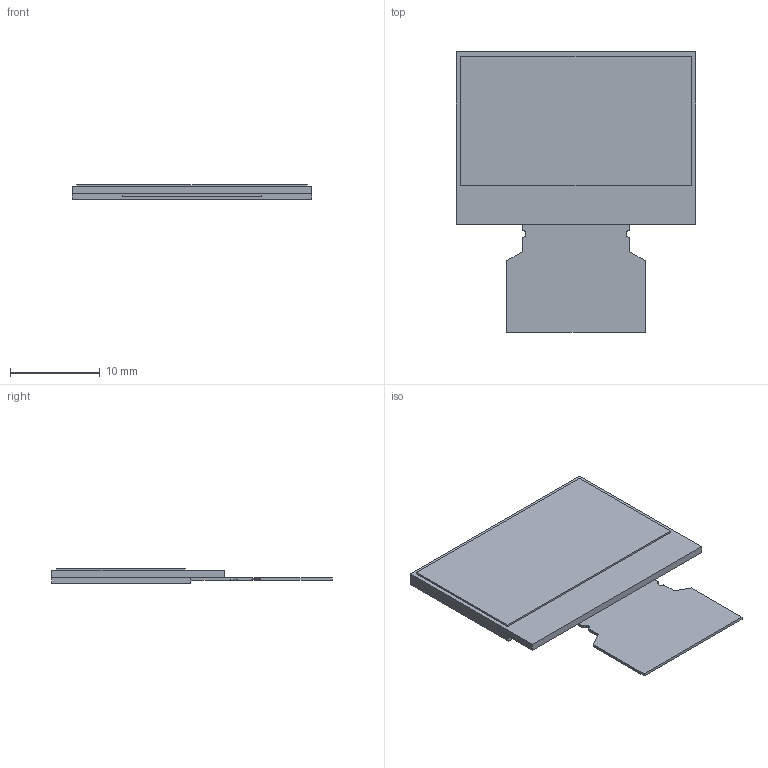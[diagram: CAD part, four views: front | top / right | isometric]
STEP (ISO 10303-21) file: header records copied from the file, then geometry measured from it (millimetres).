
FILE_DESCRIPTION(('FreeCAD Model'),'2;1');
FILE_NAME( 'oled-0.5.step', '2020-05-14T19:26:53',('Author'),(''), 'Open CASCADE STEP processor 7.3','FreeCAD','Unknown');
FILE_SCHEMA(('AUTOMOTIVE_DESIGN { 1 0 10303 214 1 1 1 1 }'));
Length unit declared in the file: millimetre
Products named in the file (4): Ribbon; Panel; Polarizer; Cap
Bounding box: 26.7 x 31.26 x 1.65 mm (x, y, z)
Volume: 821.4 mm3; surface area: 3194.4 mm2
Topology: 4 solids, 4 shells, 34 faces, 78 edges, 52 vertices
Faces by surface type: plane 18, extrusion 14, bspline 2
Entity records: 1199 total; most frequent: CARTESIAN_POINT 237, ORIENTED_EDGE 156, DIRECTION 102, EDGE_CURVE 78, VECTOR 64, VERTEX_POINT 52, LINE 50, B_SPLINE_CURVE_WITH_KNOTS 42
